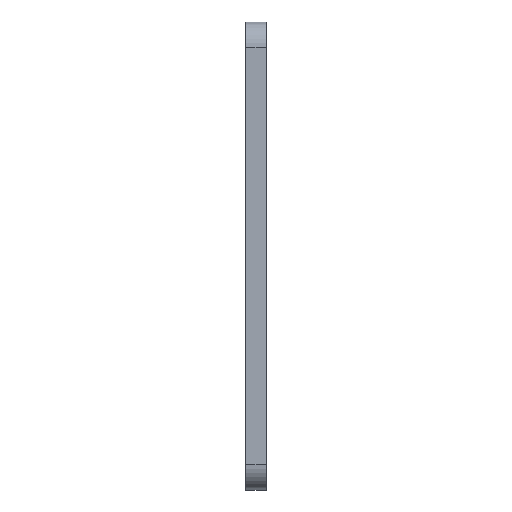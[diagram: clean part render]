
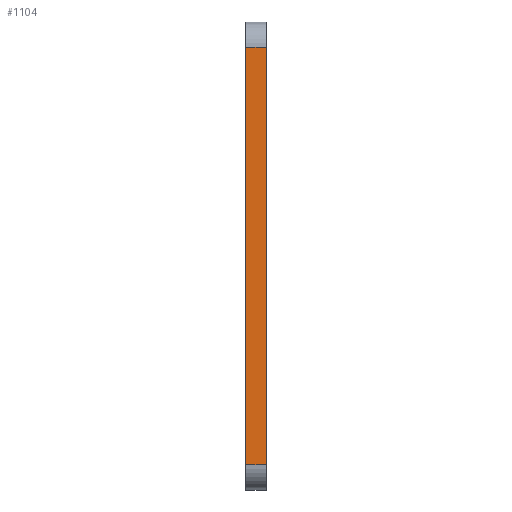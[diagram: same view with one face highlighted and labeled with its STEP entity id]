
A CAD part, left-side view. The second image highlights one B-rep face of the part: STEP entity #1104.
In plain terms, the highlighted planar face has unit normal (-1, 0, 0).
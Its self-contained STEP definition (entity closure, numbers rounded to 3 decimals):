
#126 = VECTOR ( 'NONE', #378, 1000. ) ;
#159 = VERTEX_POINT ( 'NONE', #789 ) ;
#167 = CARTESIAN_POINT ( 'NONE',  ( -110., 8., 82. ) ) ;
#170 = LINE ( 'NONE', #552, #224 ) ;
#224 = VECTOR ( 'NONE', #917, 1000. ) ;
#321 = LINE ( 'NONE', #776, #741 ) ;
#352 = VERTEX_POINT ( 'NONE', #834 ) ;
#368 = VECTOR ( 'NONE', #1153, 1000. ) ;
#378 = DIRECTION ( 'NONE',  ( 0., 0., 1. ) ) ;
#426 = CARTESIAN_POINT ( 'NONE',  ( -110., 8., -82. ) ) ;
#432 = DIRECTION ( 'NONE',  ( 0., 0., -1. ) ) ;
#464 = EDGE_CURVE ( 'NONE', #159, #352, #558, .T. ) ;
#518 = DIRECTION ( 'NONE',  ( 1., 0., 0. ) ) ;
#526 = ORIENTED_EDGE ( 'NONE', *, *, #1012, .T. ) ;
#552 = CARTESIAN_POINT ( 'NONE',  ( -110., -2., -82. ) ) ;
#558 = LINE ( 'NONE', #1047, #126 ) ;
#564 = AXIS2_PLACEMENT_3D ( 'NONE', #1008, #518, #432 ) ;
#585 = DIRECTION ( 'NONE',  ( 0., 1., 0. ) ) ;
#615 = PLANE ( 'NONE',  #564 ) ;
#741 = VECTOR ( 'NONE', #585, 1000. ) ;
#757 = EDGE_CURVE ( 'NONE', #1073, #159, #170, .T. ) ;
#776 = CARTESIAN_POINT ( 'NONE',  ( -110., -2., 82. ) ) ;
#789 = CARTESIAN_POINT ( 'NONE',  ( -110., 0., -82. ) ) ;
#834 = CARTESIAN_POINT ( 'NONE',  ( -110., 0., 82. ) ) ;
#855 = ORIENTED_EDGE ( 'NONE', *, *, #974, .T. ) ;
#883 = LINE ( 'NONE', #978, #368 ) ;
#917 = DIRECTION ( 'NONE',  ( 0., -1., 0. ) ) ;
#922 = ORIENTED_EDGE ( 'NONE', *, *, #757, .T. ) ;
#929 = ORIENTED_EDGE ( 'NONE', *, *, #464, .T. ) ;
#974 = EDGE_CURVE ( 'NONE', #1101, #1073, #883, .T. ) ;
#978 = CARTESIAN_POINT ( 'NONE',  ( -110., 8., -92. ) ) ;
#1008 = CARTESIAN_POINT ( 'NONE',  ( -110., -2., -92. ) ) ;
#1012 = EDGE_CURVE ( 'NONE', #352, #1101, #321, .T. ) ;
#1047 = CARTESIAN_POINT ( 'NONE',  ( -110., 0., 0. ) ) ;
#1073 = VERTEX_POINT ( 'NONE', #426 ) ;
#1087 = FACE_OUTER_BOUND ( 'NONE', #1155, .T. ) ;
#1101 = VERTEX_POINT ( 'NONE', #167 ) ;
#1104 = ADVANCED_FACE ( 'NONE', ( #1087 ), #615, .F. ) ;
#1153 = DIRECTION ( 'NONE',  ( 0., 0., -1. ) ) ;
#1155 = EDGE_LOOP ( 'NONE', ( #929, #526, #855, #922 ) ) ;
